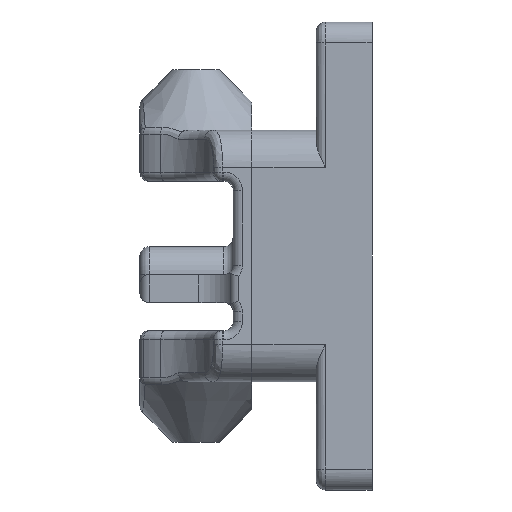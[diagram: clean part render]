
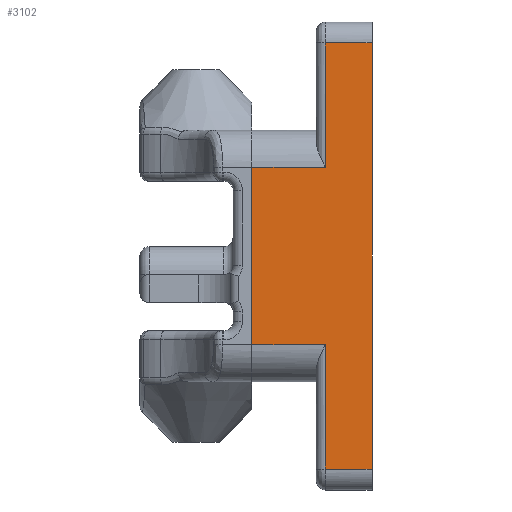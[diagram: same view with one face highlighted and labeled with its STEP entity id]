
A CAD part, left-side view. The second image highlights one B-rep face of the part: STEP entity #3102.
In plain terms, the highlighted planar face has unit normal (-1, 0, 0).
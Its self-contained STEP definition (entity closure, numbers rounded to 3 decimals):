
#189 = EDGE_CURVE ( 'NONE', #4144, #5404, #1263, .T. ) ;
#196 = DIRECTION ( 'NONE',  ( 0., 1., 0. ) ) ;
#537 = EDGE_CURVE ( 'NONE', #7390, #6178, #918, .T. ) ;
#538 = CARTESIAN_POINT ( 'NONE',  ( -25., 28.2, -9.5 ) ) ;
#781 = ORIENTED_EDGE ( 'NONE', *, *, #3964, .F. ) ;
#862 = CARTESIAN_POINT ( 'NONE',  ( -25., 36.1, 9.5 ) ) ;
#918 = LINE ( 'NONE', #7600, #6851 ) ;
#1263 = LINE ( 'NONE', #8992, #3605 ) ;
#1294 = AXIS2_PLACEMENT_3D ( 'NONE', #7089, #3486, #4206 ) ;
#1375 = VERTEX_POINT ( 'NONE', #4953 ) ;
#1569 = EDGE_CURVE ( 'NONE', #7390, #7539, #4039, .T. ) ;
#1644 = EDGE_LOOP ( 'NONE', ( #1936, #6386, #4597, #9095, #6745, #7184, #6169, #781 ) ) ;
#1657 = CARTESIAN_POINT ( 'NONE',  ( -25., 26.2, 9.5 ) ) ;
#1936 = ORIENTED_EDGE ( 'NONE', *, *, #189, .T. ) ;
#2294 = CARTESIAN_POINT ( 'NONE',  ( -25., 28.2, 9.5 ) ) ;
#2490 = LINE ( 'NONE', #1657, #7958 ) ;
#2544 = CARTESIAN_POINT ( 'NONE',  ( -25., 36.1, -9.5 ) ) ;
#2989 = DIRECTION ( 'NONE',  ( 0., 0., 1. ) ) ;
#3102 = ADVANCED_FACE ( 'NONE', ( #3459 ), #6437, .F. ) ;
#3264 = DIRECTION ( 'NONE',  ( 0., 0., -1. ) ) ;
#3351 = CARTESIAN_POINT ( 'NONE',  ( -25., 23.2, -22.848 ) ) ;
#3459 = FACE_OUTER_BOUND ( 'NONE', #1644, .T. ) ;
#3486 = DIRECTION ( 'NONE',  ( 1., 0., 0. ) ) ;
#3605 = VECTOR ( 'NONE', #9120, 1000. ) ;
#3652 = DIRECTION ( 'NONE',  ( 0., -1., 0. ) ) ;
#3732 = VECTOR ( 'NONE', #2989, 1000. ) ;
#3964 = EDGE_CURVE ( 'NONE', #4144, #6544, #5181, .T. ) ;
#4039 = LINE ( 'NONE', #7217, #5615 ) ;
#4144 = VERTEX_POINT ( 'NONE', #2544 ) ;
#4191 = LINE ( 'NONE', #8887, #9219 ) ;
#4206 = DIRECTION ( 'NONE',  ( 0., 0., -1. ) ) ;
#4340 = VERTEX_POINT ( 'NONE', #3351 ) ;
#4535 = DIRECTION ( 'NONE',  ( 0., 0., 1. ) ) ;
#4597 = ORIENTED_EDGE ( 'NONE', *, *, #7356, .T. ) ;
#4930 = LINE ( 'NONE', #6865, #8341 ) ;
#4953 = CARTESIAN_POINT ( 'NONE',  ( -25., 28.2, -22.848 ) ) ;
#5181 = LINE ( 'NONE', #6526, #3732 ) ;
#5243 = CARTESIAN_POINT ( 'NONE',  ( -25., 26.2, -22.848 ) ) ;
#5336 = EDGE_CURVE ( 'NONE', #5404, #1375, #4930, .T. ) ;
#5347 = DIRECTION ( 'NONE',  ( 0., -1., 0. ) ) ;
#5404 = VERTEX_POINT ( 'NONE', #538 ) ;
#5615 = VECTOR ( 'NONE', #3652, 1000. ) ;
#6169 = ORIENTED_EDGE ( 'NONE', *, *, #8665, .T. ) ;
#6178 = VERTEX_POINT ( 'NONE', #2294 ) ;
#6330 = EDGE_CURVE ( 'NONE', #4340, #7539, #4191, .T. ) ;
#6386 = ORIENTED_EDGE ( 'NONE', *, *, #5336, .T. ) ;
#6437 = PLANE ( 'NONE',  #1294 ) ;
#6526 = CARTESIAN_POINT ( 'NONE',  ( -25., 36.1, 13.5 ) ) ;
#6544 = VERTEX_POINT ( 'NONE', #862 ) ;
#6745 = ORIENTED_EDGE ( 'NONE', *, *, #1569, .F. ) ;
#6794 = CARTESIAN_POINT ( 'NONE',  ( -25., 23.2, 22.848 ) ) ;
#6851 = VECTOR ( 'NONE', #6990, 1000. ) ;
#6865 = CARTESIAN_POINT ( 'NONE',  ( -25., 28.2, -22.848 ) ) ;
#6990 = DIRECTION ( 'NONE',  ( 0., 0., -1. ) ) ;
#7089 = CARTESIAN_POINT ( 'NONE',  ( -25., 26.2, 10.1 ) ) ;
#7184 = ORIENTED_EDGE ( 'NONE', *, *, #537, .T. ) ;
#7217 = CARTESIAN_POINT ( 'NONE',  ( -25., 26.2, 22.848 ) ) ;
#7313 = LINE ( 'NONE', #5243, #7876 ) ;
#7356 = EDGE_CURVE ( 'NONE', #1375, #4340, #7313, .T. ) ;
#7390 = VERTEX_POINT ( 'NONE', #8797 ) ;
#7539 = VERTEX_POINT ( 'NONE', #6794 ) ;
#7600 = CARTESIAN_POINT ( 'NONE',  ( -25., 28.2, 9.5 ) ) ;
#7876 = VECTOR ( 'NONE', #5347, 1000. ) ;
#7958 = VECTOR ( 'NONE', #196, 1000. ) ;
#8341 = VECTOR ( 'NONE', #3264, 1000. ) ;
#8665 = EDGE_CURVE ( 'NONE', #6178, #6544, #2490, .T. ) ;
#8797 = CARTESIAN_POINT ( 'NONE',  ( -25., 28.2, 22.848 ) ) ;
#8887 = CARTESIAN_POINT ( 'NONE',  ( -25., 23.2, 10.1 ) ) ;
#8992 = CARTESIAN_POINT ( 'NONE',  ( -25., 26.2, -9.5 ) ) ;
#9095 = ORIENTED_EDGE ( 'NONE', *, *, #6330, .T. ) ;
#9120 = DIRECTION ( 'NONE',  ( 0., -1., 0. ) ) ;
#9219 = VECTOR ( 'NONE', #4535, 1000. ) ;
